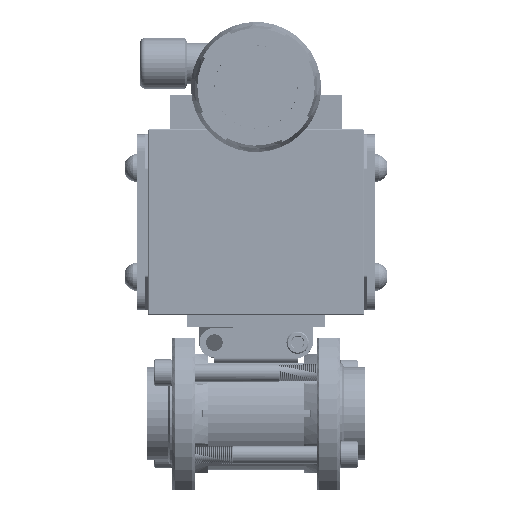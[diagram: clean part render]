
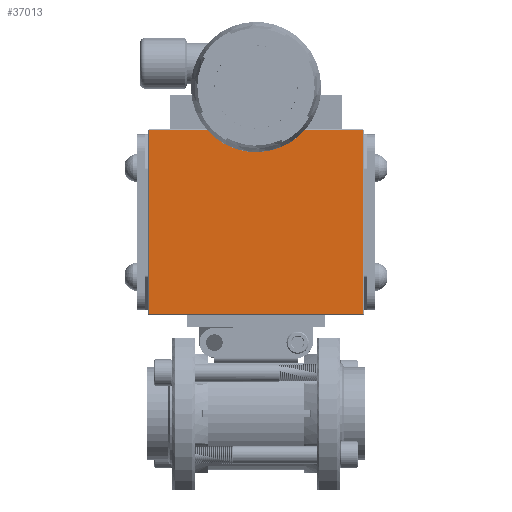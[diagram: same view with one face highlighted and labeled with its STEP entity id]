
A CAD part, top view. The second image highlights one B-rep face of the part: STEP entity #37013.
In plain terms, the highlighted planar face has unit normal (0, 0, 1).
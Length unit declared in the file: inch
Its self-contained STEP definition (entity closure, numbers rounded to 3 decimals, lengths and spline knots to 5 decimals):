
#3434 = VECTOR ( 'NONE', #26267, 39.37008 ) ;
#5955 = LINE ( 'NONE', #59921, #96017 ) ;
#10263 = ORIENTED_EDGE ( 'NONE', *, *, #47223, .T. ) ;
#11141 = CARTESIAN_POINT ( 'NONE',  ( -2.275, 5.974, 1.55 ) ) ;
#11271 = CARTESIAN_POINT ( 'NONE',  ( 2.251, 5.974, 1.55 ) ) ;
#16874 = CARTESIAN_POINT ( 'NONE',  ( -2.255, 2.074, 1.55 ) ) ;
#24369 = ORIENTED_EDGE ( 'NONE', *, *, #24924, .T. ) ;
#24924 = EDGE_CURVE ( 'NONE', #110888, #86629, #93537, .T. ) ;
#26267 = DIRECTION ( 'NONE',  ( 0., -1., 0. ) ) ;
#27286 = CARTESIAN_POINT ( 'NONE',  ( -2.275, 2.094, 1.55 ) ) ;
#28682 = VERTEX_POINT ( 'NONE', #32677 ) ;
#28921 = EDGE_LOOP ( 'NONE', ( #10263, #68215, #24369, #30310 ) ) ;
#29209 = DIRECTION ( 'NONE',  ( 0., 0., -1. ) ) ;
#30310 = ORIENTED_EDGE ( 'NONE', *, *, #113407, .T. ) ;
#32677 = CARTESIAN_POINT ( 'NONE',  ( 2.251, 2.094, 1.55 ) ) ;
#37013 = ADVANCED_FACE ( 'NONE', ( #43287 ), #109807, .F. ) ;
#43287 = FACE_OUTER_BOUND ( 'NONE', #28921, .T. ) ;
#46614 = CARTESIAN_POINT ( 'NONE',  ( -2.255, 2.094, 1.55 ) ) ;
#47223 = EDGE_CURVE ( 'NONE', #28682, #88303, #105391, .T. ) ;
#56031 = EDGE_CURVE ( 'NONE', #88303, #110888, #5955, .T. ) ;
#59921 = CARTESIAN_POINT ( 'NONE',  ( -2.275, 5.954, 1.55 ) ) ;
#62684 = CARTESIAN_POINT ( 'NONE',  ( -2.255, 5.954, 1.55 ) ) ;
#66537 = CARTESIAN_POINT ( 'NONE',  ( 2.251, 5.954, 1.55 ) ) ;
#68215 = ORIENTED_EDGE ( 'NONE', *, *, #56031, .T. ) ;
#69380 = DIRECTION ( 'NONE',  ( -1., 0., 0. ) ) ;
#73776 = DIRECTION ( 'NONE',  ( 0., 1., 0. ) ) ;
#75819 = VECTOR ( 'NONE', #73776, 39.37008 ) ;
#77633 = VECTOR ( 'NONE', #90237, 39.37008 ) ;
#86629 = VERTEX_POINT ( 'NONE', #46614 ) ;
#88303 = VERTEX_POINT ( 'NONE', #66537 ) ;
#89578 = AXIS2_PLACEMENT_3D ( 'NONE', #11141, #29209, #92142 ) ;
#90237 = DIRECTION ( 'NONE',  ( 1., 0., 0. ) ) ;
#92142 = DIRECTION ( 'NONE',  ( 0., -1., 0. ) ) ;
#93537 = LINE ( 'NONE', #16874, #3434 ) ;
#96017 = VECTOR ( 'NONE', #69380, 39.37008 ) ;
#101552 = LINE ( 'NONE', #27286, #77633 ) ;
#105391 = LINE ( 'NONE', #11271, #75819 ) ;
#109807 = PLANE ( 'NONE',  #89578 ) ;
#110888 = VERTEX_POINT ( 'NONE', #62684 ) ;
#113407 = EDGE_CURVE ( 'NONE', #86629, #28682, #101552, .T. ) ;
